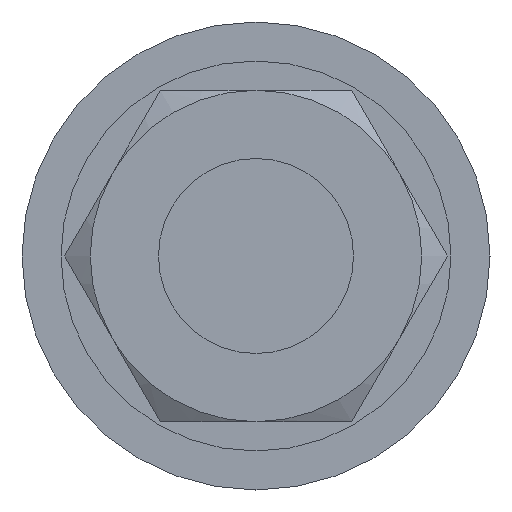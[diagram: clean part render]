
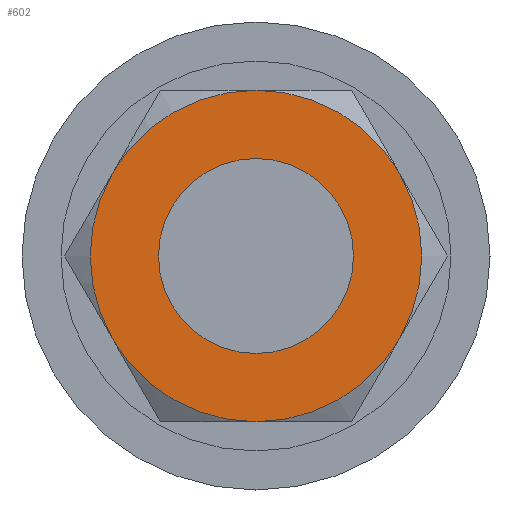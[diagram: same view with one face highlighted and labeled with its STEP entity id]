
A CAD part, front view. The second image highlights one B-rep face of the part: STEP entity #602.
In plain terms, the highlighted face is planar.
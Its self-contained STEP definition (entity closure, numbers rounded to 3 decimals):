
#7 = CIRCLE ( 'NONE', #180, 8.5 ) ;
#27 = AXIS2_PLACEMENT_3D ( 'NONE', #922, #102, #723 ) ;
#33 = AXIS2_PLACEMENT_3D ( 'NONE', #560, #330, #736 ) ;
#58 = DIRECTION ( 'NONE',  ( 0., 0., 1. ) ) ;
#61 = EDGE_CURVE ( 'NONE', #998, #408, #196, .T. ) ;
#64 = EDGE_LOOP ( 'NONE', ( #1063, #519, #82, #751, #1119, #1046 ) ) ;
#82 = ORIENTED_EDGE ( 'NONE', *, *, #412, .T. ) ;
#101 = CARTESIAN_POINT ( 'NONE',  ( 0., 0., 0. ) ) ;
#102 = DIRECTION ( 'NONE',  ( 0., 0., 1. ) ) ;
#131 = EDGE_CURVE ( 'NONE', #408, #458, #459, .T. ) ;
#145 = AXIS2_PLACEMENT_3D ( 'NONE', #497, #294, #1006 ) ;
#167 = CARTESIAN_POINT ( 'NONE',  ( 5., 0., 0. ) ) ;
#180 = AXIS2_PLACEMENT_3D ( 'NONE', #1193, #58, #478 ) ;
#196 = CIRCLE ( 'NONE', #1195, 8.5 ) ;
#204 = DIRECTION ( 'NONE',  ( 1., 0., 0. ) ) ;
#277 = CARTESIAN_POINT ( 'NONE',  ( 8.5, 0., 0. ) ) ;
#294 = DIRECTION ( 'NONE',  ( 0., 0., 1. ) ) ;
#330 = DIRECTION ( 'NONE',  ( 0., 0., 1. ) ) ;
#339 = FACE_BOUND ( 'NONE', #884, .T. ) ;
#361 = CARTESIAN_POINT ( 'NONE',  ( -8.5, 0., 0. ) ) ;
#371 = EDGE_CURVE ( 'NONE', #767, #998, #1051, .T. ) ;
#408 = VERTEX_POINT ( 'NONE', #879 ) ;
#412 = EDGE_CURVE ( 'NONE', #893, #1222, #7, .T. ) ;
#458 = VERTEX_POINT ( 'NONE', #277 ) ;
#459 = CIRCLE ( 'NONE', #27, 8.5 ) ;
#462 = CIRCLE ( 'NONE', #33, 5. ) ;
#475 = CIRCLE ( 'NONE', #1286, 8.5 ) ;
#478 = DIRECTION ( 'NONE',  ( 1., 0., 0. ) ) ;
#497 = CARTESIAN_POINT ( 'NONE',  ( 0., 0., 0. ) ) ;
#519 = ORIENTED_EDGE ( 'NONE', *, *, #1211, .T. ) ;
#541 = FACE_OUTER_BOUND ( 'NONE', #64, .T. ) ;
#560 = CARTESIAN_POINT ( 'NONE',  ( 0., 0., 0. ) ) ;
#570 = CARTESIAN_POINT ( 'NONE',  ( -17., 0., 0. ) ) ;
#574 = VERTEX_POINT ( 'NONE', #167 ) ;
#594 = CARTESIAN_POINT ( 'NONE',  ( 0., 0., 0. ) ) ;
#602 = ADVANCED_FACE ( 'NONE', ( #541, #339 ), #1019, .T. ) ;
#636 = AXIS2_PLACEMENT_3D ( 'NONE', #570, #939, #1164 ) ;
#641 = CIRCLE ( 'NONE', #145, 8.5 ) ;
#654 = CARTESIAN_POINT ( 'NONE',  ( 4.25, 7.361, 0. ) ) ;
#699 = EDGE_CURVE ( 'NONE', #574, #574, #462, .T. ) ;
#710 = DIRECTION ( 'NONE',  ( 1., 0., 0. ) ) ;
#723 = DIRECTION ( 'NONE',  ( 1., 0., 0. ) ) ;
#736 = DIRECTION ( 'NONE',  ( 1., 0., 0. ) ) ;
#751 = ORIENTED_EDGE ( 'NONE', *, *, #1018, .T. ) ;
#767 = VERTEX_POINT ( 'NONE', #361 ) ;
#807 = DIRECTION ( 'NONE',  ( 0., 0., 1. ) ) ;
#809 = CARTESIAN_POINT ( 'NONE',  ( -4.25, -7.361, 0. ) ) ;
#879 = CARTESIAN_POINT ( 'NONE',  ( 4.25, -7.361, 0. ) ) ;
#884 = EDGE_LOOP ( 'NONE', ( #1270 ) ) ;
#893 = VERTEX_POINT ( 'NONE', #654 ) ;
#914 = DIRECTION ( 'NONE',  ( 0., 0., 1. ) ) ;
#922 = CARTESIAN_POINT ( 'NONE',  ( 0., 0., 0. ) ) ;
#938 = CARTESIAN_POINT ( 'NONE',  ( 0., 0., 0. ) ) ;
#939 = DIRECTION ( 'NONE',  ( 0., 0., 1. ) ) ;
#986 = AXIS2_PLACEMENT_3D ( 'NONE', #594, #996, #1296 ) ;
#996 = DIRECTION ( 'NONE',  ( 0., 0., 1. ) ) ;
#998 = VERTEX_POINT ( 'NONE', #809 ) ;
#1006 = DIRECTION ( 'NONE',  ( 1., 0., 0. ) ) ;
#1018 = EDGE_CURVE ( 'NONE', #1222, #767, #641, .T. ) ;
#1019 = PLANE ( 'NONE',  #636 ) ;
#1046 = ORIENTED_EDGE ( 'NONE', *, *, #61, .T. ) ;
#1051 = CIRCLE ( 'NONE', #986, 8.5 ) ;
#1063 = ORIENTED_EDGE ( 'NONE', *, *, #131, .T. ) ;
#1119 = ORIENTED_EDGE ( 'NONE', *, *, #371, .T. ) ;
#1164 = DIRECTION ( 'NONE',  ( 1., 0., 0. ) ) ;
#1193 = CARTESIAN_POINT ( 'NONE',  ( 0., 0., 0. ) ) ;
#1195 = AXIS2_PLACEMENT_3D ( 'NONE', #938, #807, #204 ) ;
#1203 = CARTESIAN_POINT ( 'NONE',  ( -4.25, 7.361, 0. ) ) ;
#1211 = EDGE_CURVE ( 'NONE', #458, #893, #475, .T. ) ;
#1222 = VERTEX_POINT ( 'NONE', #1203 ) ;
#1270 = ORIENTED_EDGE ( 'NONE', *, *, #699, .F. ) ;
#1286 = AXIS2_PLACEMENT_3D ( 'NONE', #101, #914, #710 ) ;
#1296 = DIRECTION ( 'NONE',  ( 1., 0., 0. ) ) ;
